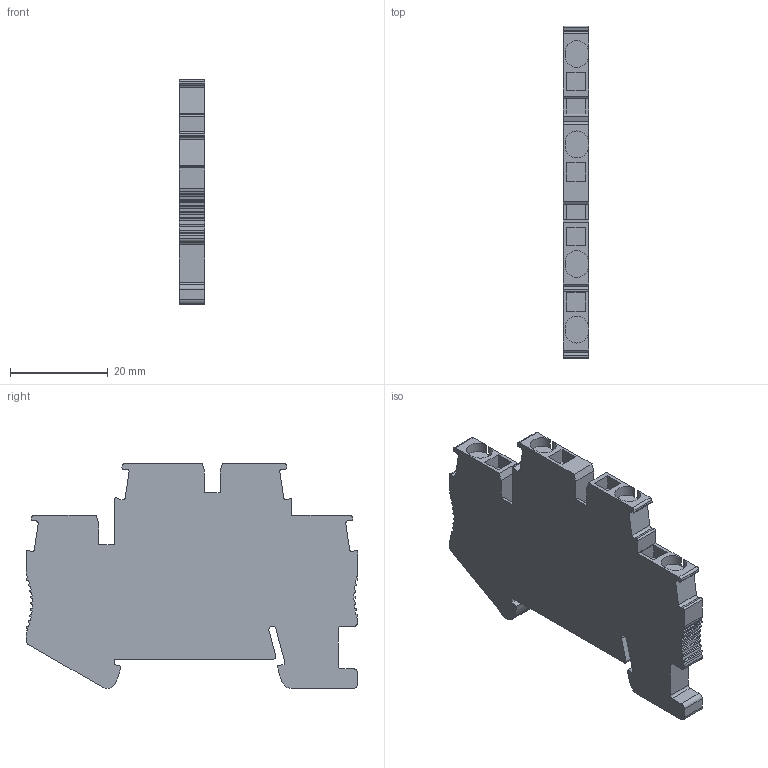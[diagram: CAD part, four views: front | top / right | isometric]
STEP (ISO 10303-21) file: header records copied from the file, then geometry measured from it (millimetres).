
FILE_DESCRIPTION(('STEP AP203'), '1');
FILE_NAME('MTS-D2.5DV_3D', '2024-07-05T09:23:03', ('砐錪賧瘔蠈錪 Windows'), (''), 'C3D Converter', 'C3D Toolkit', '');
FILE_SCHEMA(('CONFIG_CONTROL_DESIGN'));
Length unit declared in the file: millimetre
Bounding box: 5.2 x 67.91 x 46 mm (x, y, z)
Volume: 11817 mm3; surface area: 6591 mm2
Topology: 1 solids, 1 shells, 195 faces, 567 edges, 378 vertices
Faces by surface type: plane 117, cylinder 78
Entity records: 8052 total; most frequent: CARTESIAN_POINT 1141, ORIENTED_EDGE 1134, DIRECTION 1115, EDGE_CURVE 567, LINE 411, VECTOR 411, VERTEX_POINT 378, AXIS2_PLACEMENT_3D 352
